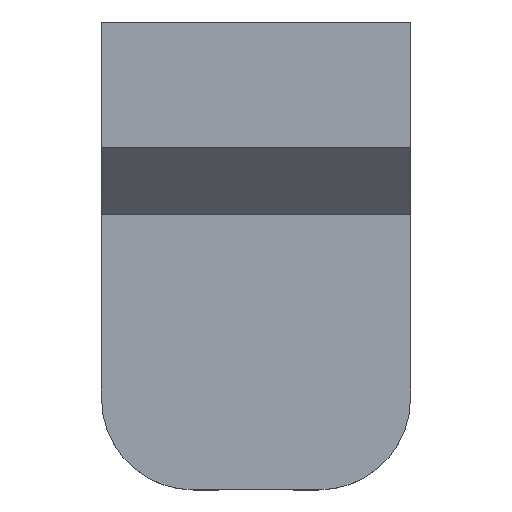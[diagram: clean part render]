
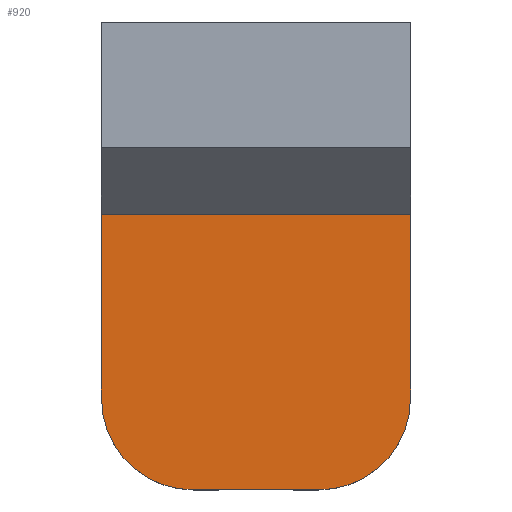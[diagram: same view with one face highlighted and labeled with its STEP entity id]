
A CAD part, top view. The second image highlights one B-rep face of the part: STEP entity #920.
In plain terms, the highlighted planar face has unit normal (0, 0, 1).
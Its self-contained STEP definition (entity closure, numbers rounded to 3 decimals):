
#55=CIRCLE('',#1004,11.);
#56=CIRCLE('',#1005,11.);
#100=FACE_OUTER_BOUND('',#153,.T.);
#153=EDGE_LOOP('',(#733,#734,#735,#736,#737,#738));
#241=LINE('',#1435,#338);
#254=LINE('',#1477,#351);
#264=LINE('',#1504,#361);
#265=LINE('',#1509,#362);
#338=VECTOR('',#1141,10.);
#351=VECTOR('',#1184,10.);
#361=VECTOR('',#1208,10.);
#362=VECTOR('',#1215,10.);
#424=VERTEX_POINT('',#1432);
#425=VERTEX_POINT('',#1434);
#438=VERTEX_POINT('',#1474);
#439=VERTEX_POINT('',#1476);
#449=VERTEX_POINT('',#1502);
#450=VERTEX_POINT('',#1506);
#525=EDGE_CURVE('',#425,#424,#241,.T.);
#544=EDGE_CURVE('',#439,#438,#254,.T.);
#558=EDGE_CURVE('',#449,#438,#264,.T.);
#559=EDGE_CURVE('',#450,#425,#55,.T.);
#560=EDGE_CURVE('',#424,#439,#56,.T.);
#561=EDGE_CURVE('',#449,#450,#265,.T.);
#733=ORIENTED_EDGE('',*,*,#559,.T.);
#734=ORIENTED_EDGE('',*,*,#525,.T.);
#735=ORIENTED_EDGE('',*,*,#560,.T.);
#736=ORIENTED_EDGE('',*,*,#544,.T.);
#737=ORIENTED_EDGE('',*,*,#558,.F.);
#738=ORIENTED_EDGE('',*,*,#561,.T.);
#879=PLANE('',#1003);
#920=ADVANCED_FACE('',(#100),#879,.T.);
#1003=AXIS2_PLACEMENT_3D('',#1505,#1209,#1210);
#1004=AXIS2_PLACEMENT_3D('',#1507,#1211,#1212);
#1005=AXIS2_PLACEMENT_3D('',#1508,#1213,#1214);
#1141=DIRECTION('',(1.,0.,0.));
#1184=DIRECTION('',(0.,1.,0.));
#1208=DIRECTION('',(1.,0.,0.));
#1209=DIRECTION('center_axis',(0.,0.,1.));
#1210=DIRECTION('ref_axis',(1.,0.,0.));
#1211=DIRECTION('center_axis',(0.,0.,1.));
#1212=DIRECTION('ref_axis',(-1.,0.,0.));
#1213=DIRECTION('center_axis',(0.,0.,1.));
#1214=DIRECTION('ref_axis',(0.,-1.,0.));
#1215=DIRECTION('',(0.,-1.,0.));
#1432=CARTESIAN_POINT('',(7.5,-34.,2.));
#1434=CARTESIAN_POINT('',(-7.5,-34.,2.));
#1435=CARTESIAN_POINT('',(7.5,-34.,2.));
#1474=CARTESIAN_POINT('',(18.5,-1.,2.));
#1476=CARTESIAN_POINT('',(18.5,-23.,2.));
#1477=CARTESIAN_POINT('',(18.5,22.,2.));
#1502=CARTESIAN_POINT('',(-18.5,-1.,2.));
#1504=CARTESIAN_POINT('',(0.,-1.,2.));
#1505=CARTESIAN_POINT('Origin',(0.,-17.5,2.));
#1506=CARTESIAN_POINT('',(-18.5,-23.,2.));
#1507=CARTESIAN_POINT('Origin',(-7.5,-23.,2.));
#1508=CARTESIAN_POINT('Origin',(7.5,-23.,2.));
#1509=CARTESIAN_POINT('',(-18.5,-23.,2.));
